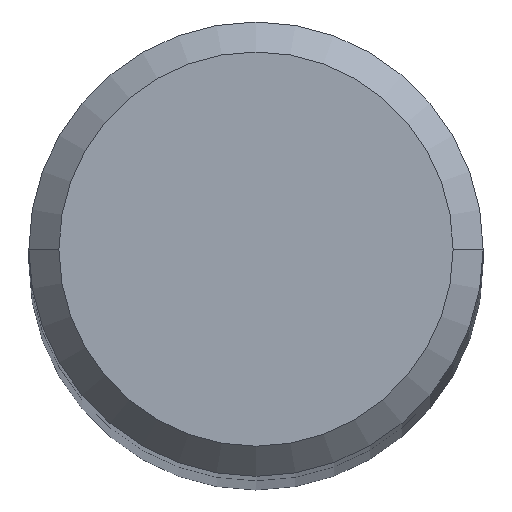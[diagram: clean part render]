
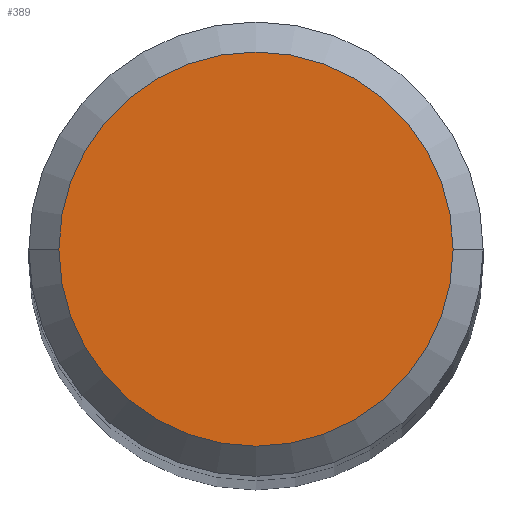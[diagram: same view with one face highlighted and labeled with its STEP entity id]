
A CAD part, top view. The second image highlights one B-rep face of the part: STEP entity #389.
In plain terms, the highlighted planar face has unit normal (0, 0, 1).
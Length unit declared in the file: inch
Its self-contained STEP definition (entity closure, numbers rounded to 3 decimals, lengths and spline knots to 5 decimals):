
#4 = FACE_OUTER_BOUND ( 'NONE', #295, .T. ) ;
#48 = CARTESIAN_POINT ( 'NONE',  ( -0.20495, 0., 0. ) ) ;
#54 = DIRECTION ( 'NONE',  ( 0., 0., -1. ) ) ;
#81 = CARTESIAN_POINT ( 'NONE',  ( 0., 0., 0. ) ) ;
#104 = CIRCLE ( 'NONE', #125, 0.20495 ) ;
#109 = CARTESIAN_POINT ( 'NONE',  ( 0., 0., 0. ) ) ;
#115 = DIRECTION ( 'NONE',  ( 0., 0., 1. ) ) ;
#125 = AXIS2_PLACEMENT_3D ( 'NONE', #109, #287, #227 ) ;
#128 = VERTEX_POINT ( 'NONE', #343 ) ;
#160 = ORIENTED_EDGE ( 'NONE', *, *, #250, .T. ) ;
#211 = ORIENTED_EDGE ( 'NONE', *, *, #230, .T. ) ;
#212 = PLANE ( 'NONE',  #335 ) ;
#227 = DIRECTION ( 'NONE',  ( 1., 0., 0. ) ) ;
#229 = DIRECTION ( 'NONE',  ( 1., 0., 0. ) ) ;
#230 = EDGE_CURVE ( 'NONE', #128, #291, #104, .T. ) ;
#236 = DIRECTION ( 'NONE',  ( -1., 0., 0. ) ) ;
#250 = EDGE_CURVE ( 'NONE', #291, #128, #341, .T. ) ;
#283 = AXIS2_PLACEMENT_3D ( 'NONE', #81, #115, #229 ) ;
#287 = DIRECTION ( 'NONE',  ( 0., 0., 1. ) ) ;
#291 = VERTEX_POINT ( 'NONE', #48 ) ;
#295 = EDGE_LOOP ( 'NONE', ( #160, #211 ) ) ;
#331 = CARTESIAN_POINT ( 'NONE',  ( 0., 0., 0. ) ) ;
#335 = AXIS2_PLACEMENT_3D ( 'NONE', #331, #54, #236 ) ;
#341 = CIRCLE ( 'NONE', #283, 0.20495 ) ;
#343 = CARTESIAN_POINT ( 'NONE',  ( 0.20495, 0., 0. ) ) ;
#389 = ADVANCED_FACE ( 'NONE', ( #4 ), #212, .F. ) ;
